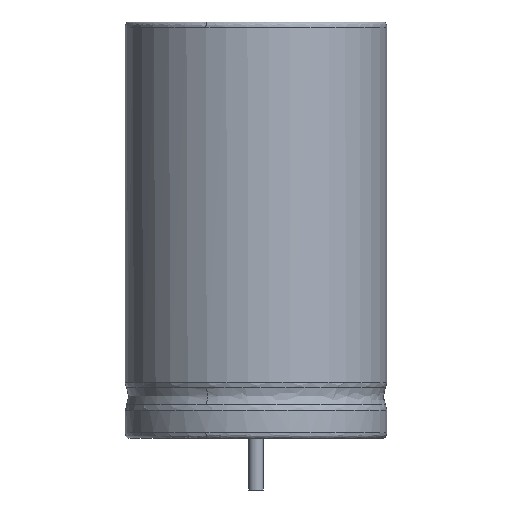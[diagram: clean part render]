
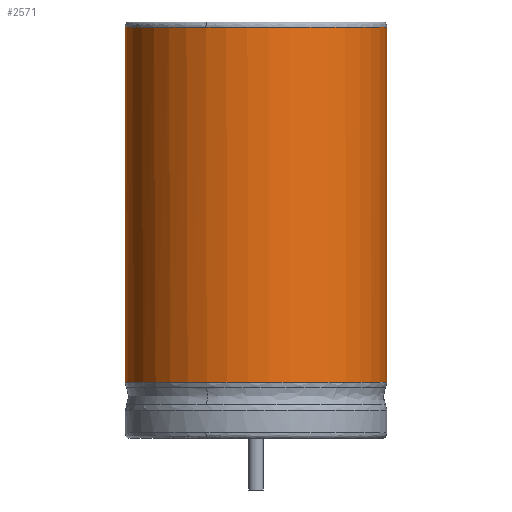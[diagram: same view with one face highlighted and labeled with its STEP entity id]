
A CAD part, left-side view. The second image highlights one B-rep face of the part: STEP entity #2571.
In plain terms, the highlighted cylindrical face has radius 8 mm (diameter 16 mm), a partial arc.
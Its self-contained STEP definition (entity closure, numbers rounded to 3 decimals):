
#141 = EDGE_CURVE ( 'NONE', #656, #1462, #2486, .T. ) ;
#282 = DIRECTION ( 'NONE',  ( 0., 0., -1. ) ) ;
#321 = FACE_OUTER_BOUND ( 'NONE', #875, .T. ) ;
#363 = EDGE_CURVE ( 'NONE', #656, #3818, #1360, .T. ) ;
#484 = DIRECTION ( 'NONE',  ( 0., 0., 1. ) ) ;
#500 = CARTESIAN_POINT ( 'NONE',  ( -4.868, 2.347, -1.328 ) ) ;
#528 = EDGE_CURVE ( 'NONE', #1462, #1393, #1760, .T. ) ;
#546 = CARTESIAN_POINT ( 'NONE',  ( -0.441, -7.401, -1.328 ) ) ;
#656 = VERTEX_POINT ( 'NONE', #3676 ) ;
#838 = CARTESIAN_POINT ( 'NONE',  ( -2.346, 6.204, -1.328 ) ) ;
#875 = EDGE_LOOP ( 'NONE', ( #1830, #2216, #879, #1522, #1242 ) ) ;
#879 = ORIENTED_EDGE ( 'NONE', *, *, #363, .T. ) ;
#904 = CARTESIAN_POINT ( 'NONE',  ( -5.214, 0., -1.328 ) ) ;
#1006 = CARTESIAN_POINT ( 'NONE',  ( 3.75, -8., -1.543 ) ) ;
#1024 = DIRECTION ( 'NONE',  ( 0., 0., -1. ) ) ;
#1051 = DIRECTION ( 'NONE',  ( 0., 0., 1. ) ) ;
#1097 = CARTESIAN_POINT ( 'NONE',  ( 3.75, 8., -1.543 ) ) ;
#1115 = AXIS2_PLACEMENT_3D ( 'NONE', #3929, #1024, #3239 ) ;
#1208 = CARTESIAN_POINT ( 'NONE',  ( 3.75, 8., -1.328 ) ) ;
#1242 = ORIENTED_EDGE ( 'NONE', *, *, #2707, .T. ) ;
#1246 = CARTESIAN_POINT ( 'NONE',  ( 3.75, 8., 20.399 ) ) ;
#1254 = CARTESIAN_POINT ( 'NONE',  ( 3.75, 0., -1.543 ) ) ;
#1360 = LINE ( 'NONE', #1006, #2109 ) ;
#1393 = VERTEX_POINT ( 'NONE', #1246 ) ;
#1462 = VERTEX_POINT ( 'NONE', #3947 ) ;
#1522 = ORIENTED_EDGE ( 'NONE', *, *, #2555, .T. ) ;
#1760 = LINE ( 'NONE', #1097, #2182 ) ;
#1781 = CIRCLE ( 'NONE', #1115, 8. ) ;
#1803 = CARTESIAN_POINT ( 'NONE',  ( -2.346, -6.204, -1.328 ) ) ;
#1822 = CARTESIAN_POINT ( 'NONE',  ( -0.441, 7.401, -1.328 ) ) ;
#1830 = ORIENTED_EDGE ( 'NONE', *, *, #528, .F. ) ;
#1839 = CARTESIAN_POINT ( 'NONE',  ( 1.654, 8., -1.328 ) ) ;
#1849 = AXIS2_PLACEMENT_3D ( 'NONE', #3208, #282, #2862 ) ;
#1869 = CARTESIAN_POINT ( 'NONE',  ( 3.75, -8., -1.328 ) ) ;
#1981 = AXIS2_PLACEMENT_3D ( 'NONE', #1254, #2245, #2882 ) ;
#2109 = VECTOR ( 'NONE', #1051, 1000. ) ;
#2182 = VECTOR ( 'NONE', #484, 1000. ) ;
#2216 = ORIENTED_EDGE ( 'NONE', *, *, #141, .F. ) ;
#2228 = CYLINDRICAL_SURFACE ( 'NONE', #1981, 8. ) ;
#2245 = DIRECTION ( 'NONE',  ( 0., 0., 1. ) ) ;
#2438 = CARTESIAN_POINT ( 'NONE',  ( -3.875, 4.476, -1.328 ) ) ;
#2486 = B_SPLINE_CURVE_WITH_KNOTS ( 'NONE', 12,
 ( #1869, #3491, #546, #1803, #3732, #3116, #904, #500, #2438, #838, #1822, #1839, #1208 ),
 .UNSPECIFIED., .F., .F.,
 ( 13, 13 ),
 ( 0.214, 0.786 ),
 .UNSPECIFIED. ) ;
#2507 = CARTESIAN_POINT ( 'NONE',  ( 3.75, -8., 20.399 ) ) ;
#2555 = EDGE_CURVE ( 'NONE', #3818, #4101, #3414, .T. ) ;
#2571 = ADVANCED_FACE ( 'NONE', ( #321 ), #2228, .T. ) ;
#2707 = EDGE_CURVE ( 'NONE', #4101, #1393, #1781, .T. ) ;
#2862 = DIRECTION ( 'NONE',  ( 0., 1., 0. ) ) ;
#2882 = DIRECTION ( 'NONE',  ( 0., -1., 0. ) ) ;
#3116 = CARTESIAN_POINT ( 'NONE',  ( -4.868, -2.347, -1.328 ) ) ;
#3178 = CARTESIAN_POINT ( 'NONE',  ( -3.641, 3.061, 20.399 ) ) ;
#3208 = CARTESIAN_POINT ( 'NONE',  ( 3.75, 0., 20.399 ) ) ;
#3239 = DIRECTION ( 'NONE',  ( 0., 1., 0. ) ) ;
#3414 = CIRCLE ( 'NONE', #1849, 8. ) ;
#3491 = CARTESIAN_POINT ( 'NONE',  ( 1.654, -8., -1.328 ) ) ;
#3676 = CARTESIAN_POINT ( 'NONE',  ( 3.75, -8., -1.328 ) ) ;
#3732 = CARTESIAN_POINT ( 'NONE',  ( -3.875, -4.476, -1.328 ) ) ;
#3818 = VERTEX_POINT ( 'NONE', #2507 ) ;
#3929 = CARTESIAN_POINT ( 'NONE',  ( 3.75, 0., 20.399 ) ) ;
#3947 = CARTESIAN_POINT ( 'NONE',  ( 3.75, 8., -1.328 ) ) ;
#4101 = VERTEX_POINT ( 'NONE', #3178 ) ;
